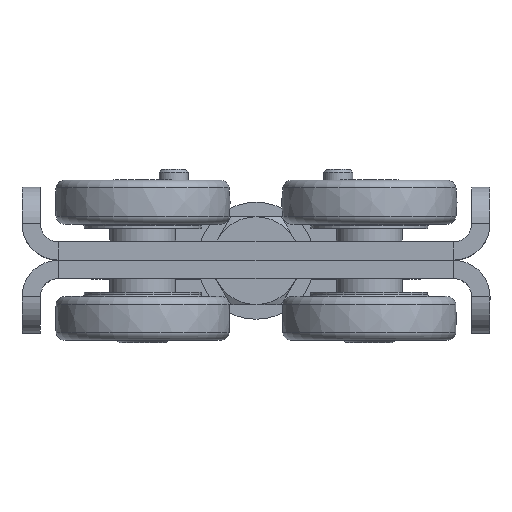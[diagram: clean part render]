
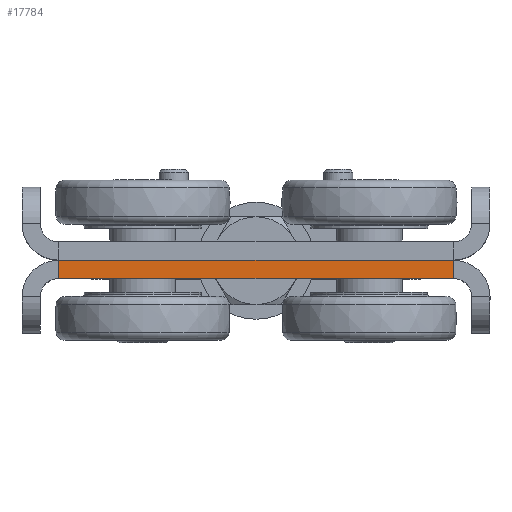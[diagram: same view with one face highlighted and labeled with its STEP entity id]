
A CAD part, top view. The second image highlights one B-rep face of the part: STEP entity #17784.
In plain terms, the highlighted face is planar.
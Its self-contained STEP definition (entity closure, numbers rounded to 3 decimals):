
#2669=LINE('',#25321,#2946);
#2730=LINE('',#25528,#3007);
#2735=LINE('',#25545,#3012);
#2738=LINE('',#25554,#3015);
#2946=VECTOR('',#21182,10.);
#3007=VECTOR('',#21397,10.);
#3012=VECTOR('',#21422,10.);
#3015=VECTOR('',#21437,10.);
#4201=FACE_OUTER_BOUND('',#5269,.T.);
#5269=EDGE_LOOP('',(#12416,#12417,#12418,#12419));
#6757=VERTEX_POINT('',#25318);
#6758=VERTEX_POINT('',#25320);
#6826=VERTEX_POINT('',#25521);
#6829=VERTEX_POINT('',#25538);
#8860=EDGE_CURVE('',#6757,#6758,#2669,.T.);
#8964=EDGE_CURVE('',#6826,#6758,#2730,.T.);
#8973=EDGE_CURVE('',#6757,#6829,#2735,.T.);
#8977=EDGE_CURVE('',#6829,#6826,#2738,.T.);
#12416=ORIENTED_EDGE('',*,*,#8964,.T.);
#12417=ORIENTED_EDGE('',*,*,#8860,.F.);
#12418=ORIENTED_EDGE('',*,*,#8973,.T.);
#12419=ORIENTED_EDGE('',*,*,#8977,.T.);
#17560=PLANE('',#19350);
#17784=ADVANCED_FACE('',(#4201),#17560,.T.);
#19350=AXIS2_PLACEMENT_3D('',#25556,#21439,#21440);
#21182=DIRECTION('',(-1.,0.,0.));
#21397=DIRECTION('',(0.,0.,1.));
#21422=DIRECTION('',(0.,0.,-1.));
#21437=DIRECTION('',(-1.,0.,0.));
#21439=DIRECTION('center_axis',(0.,1.,0.));
#21440=DIRECTION('ref_axis',(-1.,0.,0.));
#25318=CARTESIAN_POINT('',(54.,20.,5.));
#25320=CARTESIAN_POINT('',(-54.,20.,5.));
#25321=CARTESIAN_POINT('',(64.,20.,5.));
#25521=CARTESIAN_POINT('',(-54.,20.,0.));
#25528=CARTESIAN_POINT('',(-54.,20.,2.5));
#25538=CARTESIAN_POINT('',(54.,20.,0.));
#25545=CARTESIAN_POINT('',(54.,20.,2.5));
#25554=CARTESIAN_POINT('',(64.,20.,0.));
#25556=CARTESIAN_POINT('Origin',(64.,20.,0.));
